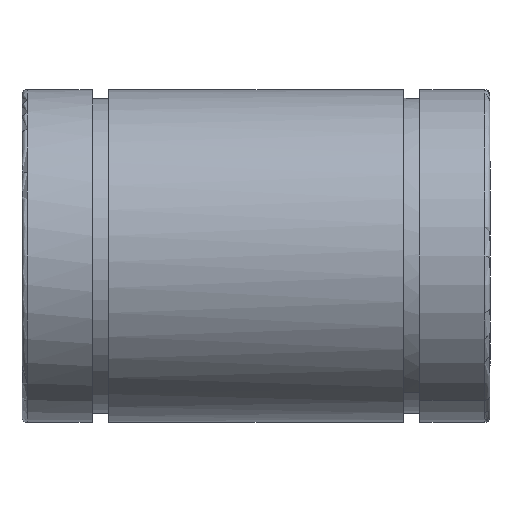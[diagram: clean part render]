
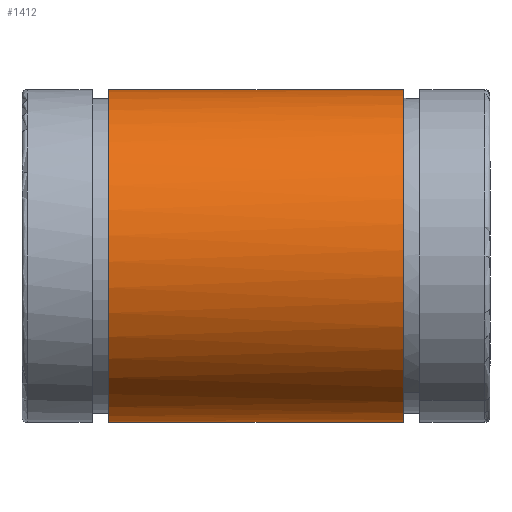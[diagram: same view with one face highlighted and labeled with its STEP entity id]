
A CAD part, front view. The second image highlights one B-rep face of the part: STEP entity #1412.
In plain terms, the highlighted cylindrical face has radius 16 mm (diameter 32 mm), a partial arc.
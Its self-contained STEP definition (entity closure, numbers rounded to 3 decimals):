
#1404=AXIS2_PLACEMENT_3D('Cylinder Axis2P3D',#1401,#1402,#1403) ;
#1256=CARTESIAN_POINT('Vertex',(36.65,0.,-16.)) ;
#1269=CARTESIAN_POINT('Vertex',(36.65,0.,16.)) ;
#1273=CARTESIAN_POINT('Control Point',(36.65,0.,-16.)) ;
#1274=CARTESIAN_POINT('Control Point',(36.65,-1.568,-16.)) ;
#1275=CARTESIAN_POINT('Control Point',(36.65,-3.135,-15.808)) ;
#1276=CARTESIAN_POINT('Control Point',(36.65,-4.672,-15.424)) ;
#1277=CARTESIAN_POINT('Control Point',(36.65,-7.619,-14.288)) ;
#1278=CARTESIAN_POINT('Control Point',(36.65,-10.205,-12.473)) ;
#1279=CARTESIAN_POINT('Control Point',(36.65,-11.38,-11.412)) ;
#1280=CARTESIAN_POINT('Control Point',(36.65,-13.446,-9.022)) ;
#1281=CARTESIAN_POINT('Control Point',(36.65,-14.874,-6.205)) ;
#1282=CARTESIAN_POINT('Control Point',(36.65,-15.411,-4.715)) ;
#1283=CARTESIAN_POINT('Control Point',(36.65,-16.109,-1.634)) ;
#1284=CARTESIAN_POINT('Control Point',(36.65,-16.044,1.524)) ;
#1285=CARTESIAN_POINT('Control Point',(36.65,-15.817,3.091)) ;
#1286=CARTESIAN_POINT('Control Point',(36.65,-14.984,6.138)) ;
#1287=CARTESIAN_POINT('Control Point',(36.65,-13.44,8.894)) ;
#1288=CARTESIAN_POINT('Control Point',(36.65,-12.502,10.17)) ;
#1289=CARTESIAN_POINT('Control Point',(36.65,-10.333,12.466)) ;
#1290=CARTESIAN_POINT('Control Point',(36.65,-7.674,14.171)) ;
#1291=CARTESIAN_POINT('Control Point',(36.65,-6.246,14.856)) ;
#1292=CARTESIAN_POINT('Control Point',(36.65,-4.131,15.567)) ;
#1293=CARTESIAN_POINT('Control Point',(36.65,-1.939,15.902)) ;
#1294=CARTESIAN_POINT('Control Point',(36.65,-1.294,15.967)) ;
#1295=CARTESIAN_POINT('Control Point',(36.65,-0.647,16.)) ;
#1296=CARTESIAN_POINT('Control Point',(36.65,0.,16.)) ;
#1338=CARTESIAN_POINT('Vertex',(8.35,0.,-16.)) ;
#1340=CARTESIAN_POINT('Vertex',(8.35,0.,16.)) ;
#1344=CARTESIAN_POINT('Control Point',(8.35,0.,16.)) ;
#1345=CARTESIAN_POINT('Control Point',(8.35,-1.568,16.)) ;
#1346=CARTESIAN_POINT('Control Point',(8.35,-3.135,15.808)) ;
#1347=CARTESIAN_POINT('Control Point',(8.35,-4.672,15.424)) ;
#1348=CARTESIAN_POINT('Control Point',(8.35,-7.619,14.288)) ;
#1349=CARTESIAN_POINT('Control Point',(8.35,-10.205,12.473)) ;
#1350=CARTESIAN_POINT('Control Point',(8.35,-11.38,11.412)) ;
#1351=CARTESIAN_POINT('Control Point',(8.35,-13.446,9.022)) ;
#1352=CARTESIAN_POINT('Control Point',(8.35,-14.874,6.205)) ;
#1353=CARTESIAN_POINT('Control Point',(8.35,-15.411,4.715)) ;
#1354=CARTESIAN_POINT('Control Point',(8.35,-16.109,1.634)) ;
#1355=CARTESIAN_POINT('Control Point',(8.35,-16.044,-1.524)) ;
#1356=CARTESIAN_POINT('Control Point',(8.35,-15.817,-3.091)) ;
#1357=CARTESIAN_POINT('Control Point',(8.35,-14.984,-6.138)) ;
#1358=CARTESIAN_POINT('Control Point',(8.35,-13.44,-8.894)) ;
#1359=CARTESIAN_POINT('Control Point',(8.35,-12.502,-10.17)) ;
#1360=CARTESIAN_POINT('Control Point',(8.35,-10.333,-12.466)) ;
#1361=CARTESIAN_POINT('Control Point',(8.35,-7.674,-14.171)) ;
#1362=CARTESIAN_POINT('Control Point',(8.35,-6.246,-14.856)) ;
#1363=CARTESIAN_POINT('Control Point',(8.35,-4.131,-15.567)) ;
#1364=CARTESIAN_POINT('Control Point',(8.35,-1.939,-15.902)) ;
#1365=CARTESIAN_POINT('Control Point',(8.35,-1.294,-15.967)) ;
#1366=CARTESIAN_POINT('Control Point',(8.35,-0.647,-16.)) ;
#1367=CARTESIAN_POINT('Control Point',(8.35,0.,-16.)) ;
#1383=CARTESIAN_POINT('Line Origine',(22.5,0.,-16.)) ;
#1388=CARTESIAN_POINT('Line Origine',(22.5,0.,16.)) ;
#1401=CARTESIAN_POINT('Axis2P3D Location',(22.5,0.,0.)) ;
#1384=DIRECTION('Vector Direction',(1.,0.,0.)) ;
#1389=DIRECTION('Vector Direction',(1.,0.,0.)) ;
#1402=DIRECTION('Axis2P3D Direction',(1.,0.,0.)) ;
#1403=DIRECTION('Axis2P3D XDirection',(0.,0.,1.)) ;
#1385=VECTOR('Line Direction',#1384,1.) ;
#1390=VECTOR('Line Direction',#1389,1.) ;
#1407=ORIENTED_EDGE('',*,*,#1387,.T.) ;
#1408=ORIENTED_EDGE('',*,*,#1297,.T.) ;
#1409=ORIENTED_EDGE('',*,*,#1392,.T.) ;
#1410=ORIENTED_EDGE('',*,*,#1368,.T.) ;
#1412=ADVANCED_FACE('',(#1411),#1405,.T.) ;
#1272=B_SPLINE_CURVE_WITH_KNOTS('',5,(#1273,#1274,#1275,#1276,#1277,#1278,#1279,#1280,#1281,#1282,#1283,#1284,#1285,#1286,#1287,#1288,#1289,#1290,#1291,#1292,#1293,#1294,#1295,#1296),.UNSPECIFIED.,.F.,.U.,(6,3,3,3,3,3,3,6),(0.,11.085,22.17,33.255,44.34,55.425,66.51,71.085),.UNSPECIFIED.) ;
#1343=B_SPLINE_CURVE_WITH_KNOTS('',5,(#1344,#1345,#1346,#1347,#1348,#1349,#1350,#1351,#1352,#1353,#1354,#1355,#1356,#1357,#1358,#1359,#1360,#1361,#1362,#1363,#1364,#1365,#1366,#1367),.UNSPECIFIED.,.F.,.U.,(6,3,3,3,3,3,3,6),(0.,11.085,22.17,33.255,44.34,55.425,66.51,71.085),.UNSPECIFIED.) ;
#1405=CYLINDRICAL_SURFACE('generated cylinder',#1404,16.) ;
#1297=EDGE_CURVE('',#1257,#1270,#1272,.T.) ;
#1368=EDGE_CURVE('',#1341,#1339,#1343,.T.) ;
#1387=EDGE_CURVE('',#1339,#1257,#1386,.T.) ;
#1392=EDGE_CURVE('',#1270,#1341,#1391,.F.) ;
#1406=EDGE_LOOP('',(#1407,#1408,#1409,#1410)) ;
#1411=FACE_OUTER_BOUND('',#1406,.T.) ;
#1386=LINE('Line',#1383,#1385) ;
#1391=LINE('Line',#1388,#1390) ;
#1257=VERTEX_POINT('',#1256) ;
#1270=VERTEX_POINT('',#1269) ;
#1339=VERTEX_POINT('',#1338) ;
#1341=VERTEX_POINT('',#1340) ;
